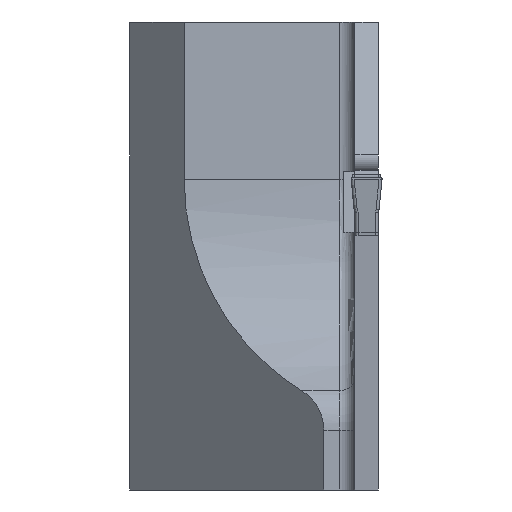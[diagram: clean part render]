
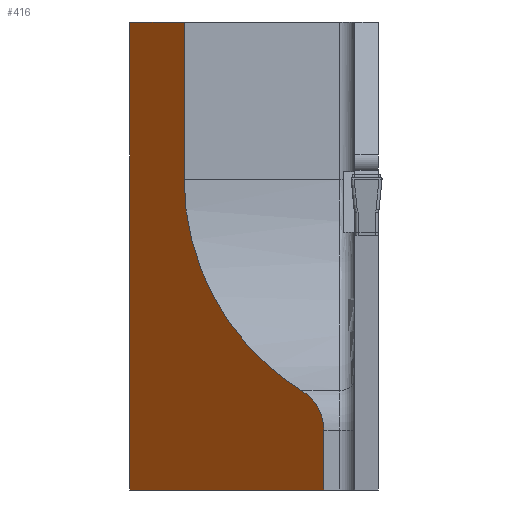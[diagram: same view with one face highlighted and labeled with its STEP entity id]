
A CAD part, left-side view. The second image highlights one B-rep face of the part: STEP entity #416.
In plain terms, the highlighted planar face has unit normal (-0.707, 0.707, 0).
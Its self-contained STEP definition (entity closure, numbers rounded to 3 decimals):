
#350=ELLIPSE('',#1874,4.243,3.);
#351=ELLIPSE('',#1877,22.627,16.);
#416=ADVANCED_FACE('',(#560),#492,.F.);
#492=PLANE('',#1893);
#560=FACE_OUTER_BOUND('',#643,.T.);
#643=EDGE_LOOP('',(#881,#882,#883,#884,#885,#886,#887));
#881=ORIENTED_EDGE('',*,*,#1370,.F.);
#882=ORIENTED_EDGE('',*,*,#1303,.F.);
#883=ORIENTED_EDGE('',*,*,#1305,.F.);
#884=ORIENTED_EDGE('',*,*,#1295,.F.);
#885=ORIENTED_EDGE('',*,*,#1362,.F.);
#886=ORIENTED_EDGE('',*,*,#1365,.F.);
#887=ORIENTED_EDGE('',*,*,#1368,.F.);
#1155=VERTEX_POINT('',#2432);
#1156=VERTEX_POINT('',#2434);
#1163=VERTEX_POINT('',#2449);
#1164=VERTEX_POINT('',#2451);
#1199=VERTEX_POINT('',#2566);
#1201=VERTEX_POINT('',#2572);
#1203=VERTEX_POINT('',#2578);
#1295=EDGE_CURVE('',#1155,#1156,#1509,.T.);
#1303=EDGE_CURVE('',#1163,#1164,#1516,.T.);
#1305=EDGE_CURVE('',#1156,#1163,#1518,.T.);
#1362=EDGE_CURVE('',#1199,#1155,#1570,.T.);
#1365=EDGE_CURVE('',#1201,#1199,#350,.T.);
#1368=EDGE_CURVE('',#1203,#1201,#351,.T.);
#1370=EDGE_CURVE('',#1164,#1203,#1574,.T.);
#1509=LINE('',#2433,#1678);
#1516=LINE('',#2450,#1685);
#1518=LINE('',#2454,#1687);
#1570=LINE('',#2567,#1739);
#1574=LINE('',#2582,#1743);
#1678=VECTOR('',#1993,1.);
#1685=VECTOR('',#2004,1.);
#1687=VECTOR('',#2008,1.);
#1739=VECTOR('',#2112,1.);
#1743=VECTOR('',#2130,1.);
#1874=AXIS2_PLACEMENT_3D('',#2573,#2117,#2118);
#1877=AXIS2_PLACEMENT_3D('',#2579,#2124,#2125);
#1893=AXIS2_PLACEMENT_3D('',#2618,#2160,#2161);
#1993=DIRECTION('',(0.707,0.707,0.));
#2004=DIRECTION('',(-0.707,-0.707,0.));
#2008=DIRECTION('',(0.,0.,1.));
#2112=DIRECTION('',(0.,0.,-1.));
#2117=DIRECTION('',(0.707,-0.707,0.));
#2118=DIRECTION('',(-0.707,-0.707,0.));
#2124=DIRECTION('',(-0.707,0.707,0.));
#2125=DIRECTION('',(-0.707,-0.707,0.));
#2130=DIRECTION('',(0.,0.,-1.));
#2160=DIRECTION('',(0.707,-0.707,0.));
#2161=DIRECTION('',(0.707,0.707,0.));
#2432=CARTESIAN_POINT('',(7.,-12.5,-20.));
#2433=CARTESIAN_POINT('',(7.,-12.5,-20.));
#2434=CARTESIAN_POINT('',(19.5,0.,-20.));
#2449=CARTESIAN_POINT('',(19.5,0.,10.15));
#2450=CARTESIAN_POINT('',(7.,-12.5,10.15));
#2451=CARTESIAN_POINT('',(16.,-3.5,10.15));
#2454=CARTESIAN_POINT('',(19.5,0.,-21.85));
#2566=CARTESIAN_POINT('',(7.,-12.5,-16.155));
#2567=CARTESIAN_POINT('',(7.,-12.5,-21.85));
#2572=CARTESIAN_POINT('',(8.421,-11.079,-13.605));
#2573=CARTESIAN_POINT('',(10.,-9.5,-16.155));
#2578=CARTESIAN_POINT('',(16.,-3.5,0.));
#2579=CARTESIAN_POINT('',(0.,-19.5,0.));
#2582=CARTESIAN_POINT('',(16.,-3.5,-21.85));
#2618=CARTESIAN_POINT('',(7.,-12.5,-21.85));
